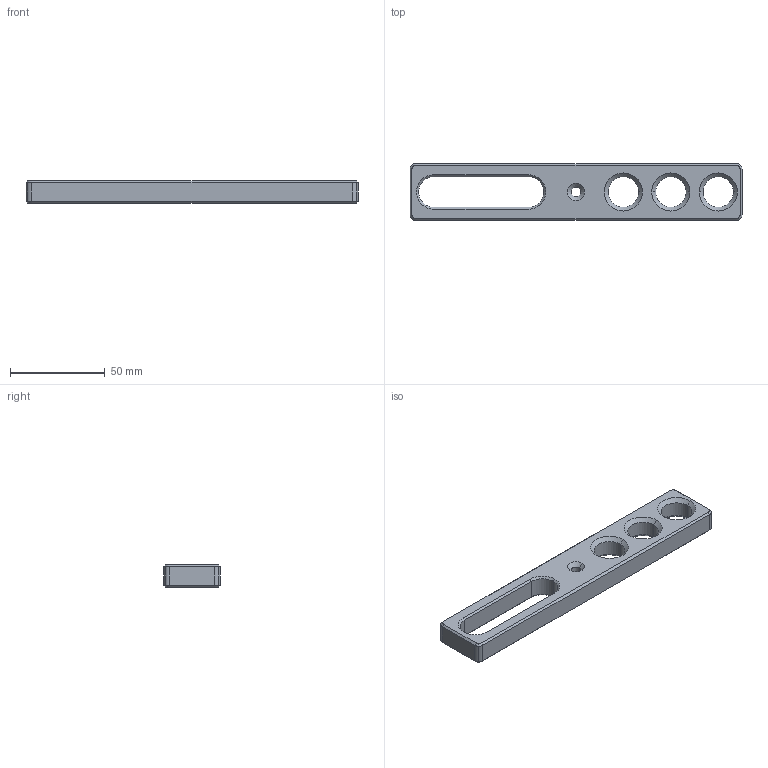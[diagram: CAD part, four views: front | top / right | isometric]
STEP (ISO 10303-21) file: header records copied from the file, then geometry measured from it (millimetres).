
FILE_DESCRIPTION(('STEP AP214'),'1');
FILE_NAME('160450.STP','2011-09-06T10:19:11',(' '),(' '),'Spatial InterOp 3D',' ',' ');
FILE_SCHEMA(('automotive_design'));
Length unit declared in the file: millimetre
Products named in the file (1): Quader
Bounding box: 175 x 30 x 12 mm (x, y, z)
Volume: 41947.4 mm3; surface area: 14879.7 mm2
Topology: 1 solids, 1 shells, 80 faces, 182 edges, 104 vertices
Faces by surface type: cone 40, cylinder 20, plane 20
Entity records: 2894 total; most frequent: DIRECTION 424, CARTESIAN_POINT 367, ORIENTED_EDGE 364, EDGE_CURVE 182, AXIS2_PLACEMENT_3D 161, VERTEX_POINT 104, LINE 102, VECTOR 102
